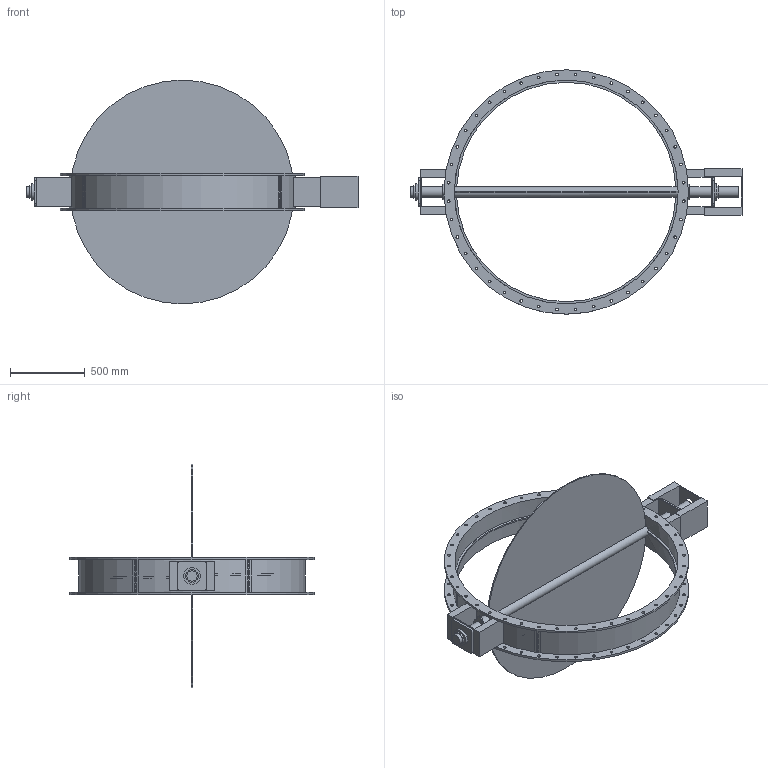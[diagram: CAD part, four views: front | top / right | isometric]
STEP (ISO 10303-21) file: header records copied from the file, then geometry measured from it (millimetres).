
FILE_DESCRIPTION(/* description */ ('SWEDENBORG – Quotation model (for reference)'),/* implementation_level */ '2;1');
FILE_NAME(/* name */ 'SWEDAMPER-S200-DN1500.stp',/* time_stamp */ '2026-02-06T11:58:51+01:00',/* author */ ('HB'),/* organization */ (''),/* preprocessor_version */ 'ST-DEVELOPER v20',/* originating_system */ 'Autodesk Inventor 2025',/* authorisation */ '');
FILE_SCHEMA (('AUTOMOTIVE_DESIGN { 1 0 10303 214 3 1 1 }'));
Length unit declared in the file: millimetre
Products named in the file (1): OffGen_Rund1ax
Bounding box: 2225 x 1638 x 1500 mm (x, y, z)
Volume: 57216227.6 mm3; surface area: 8583832.3 mm2
Topology: 1 solids, 1 shells, 750 faces, 2034 edges, 1357 vertices
Faces by surface type: plane 454, bspline 168, cylinder 128
Full cylindrical faces by diameter (mm): 18 x80, 70 x5, 82 x2, 90 x1, 100 x2, 112 x2, 1500 x2, 1638 x2
Entity records: 26267 total; most frequent: CARTESIAN_POINT 7314, ORIENTED_EDGE 4068, DIRECTION 3103, EDGE_CURVE 2034, LINE 1413, VECTOR 1413, VERTEX_POINT 1357, EDGE_LOOP 997
